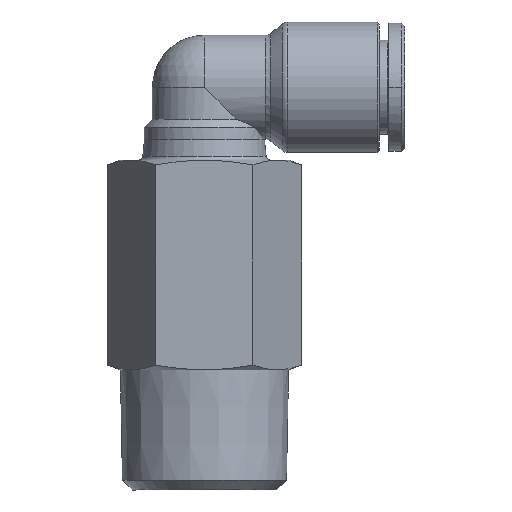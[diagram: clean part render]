
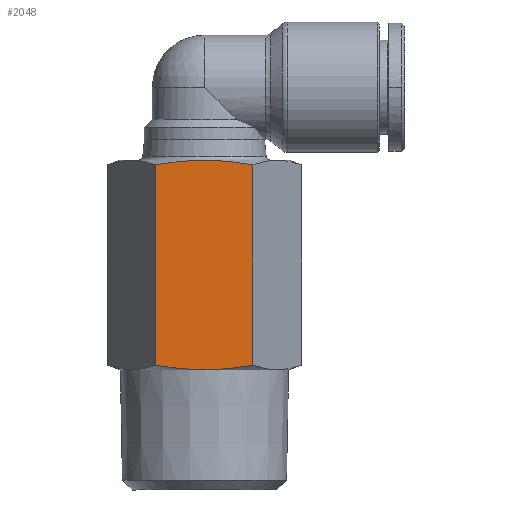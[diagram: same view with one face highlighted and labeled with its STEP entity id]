
A CAD part, front view. The second image highlights one B-rep face of the part: STEP entity #2048.
In plain terms, the highlighted planar face has unit normal (0, -1, 0).
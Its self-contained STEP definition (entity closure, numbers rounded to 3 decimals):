
#923=CARTESIAN_POINT('',(-9.233,-10.5,-35.3));
#924=VERTEX_POINT('',#923);
#1461=CARTESIAN_POINT('',(-9.233,-10.5,-9.1));
#1462=VERTEX_POINT('',#1461);
#1548=CARTESIAN_POINT('',(-15.295,-10.5,-34.709));
#1549=VERTEX_POINT('',#1548);
#1550=CARTESIAN_POINT('',(-15.295,-10.5,-34.709));
#1551=CARTESIAN_POINT('',(-12.047,-10.5,-35.3));
#1552=CARTESIAN_POINT('',(-9.233,-10.5,-35.3));
#1560=(BOUNDED_CURVE()B_SPLINE_CURVE(2,(#1550,#1551,#1552),.UNSPECIFIED.,.F.,.U.)B_SPLINE_CURVE_WITH_KNOTS((3,3),(3.5,10.079),.UNSPECIFIED.)CURVE()GEOMETRIC_REPRESENTATION_ITEM()RATIONAL_B_SPLINE_CURVE((1.041,1.059,1.0))REPRESENTATION_ITEM(''));
#1561=EDGE_CURVE('',#1549,#924,#1560,.T.);
#1585=CARTESIAN_POINT('',(-3.171,-10.5,-34.709));
#1586=VERTEX_POINT('',#1585);
#1600=CARTESIAN_POINT('',(-9.233,-10.5,-35.3));
#1601=CARTESIAN_POINT('',(-6.42,-10.5,-35.3));
#1602=CARTESIAN_POINT('',(-3.171,-10.5,-34.709));
#1610=(BOUNDED_CURVE()B_SPLINE_CURVE(2,(#1600,#1601,#1602),.UNSPECIFIED.,.F.,.U.)B_SPLINE_CURVE_WITH_KNOTS((3,3),(10.079,16.657),.UNSPECIFIED.)CURVE()GEOMETRIC_REPRESENTATION_ITEM()RATIONAL_B_SPLINE_CURVE((1.0,1.059,1.041))REPRESENTATION_ITEM(''));
#1611=EDGE_CURVE('',#924,#1586,#1610,.T.);
#1754=CARTESIAN_POINT('',(-3.171,-10.5,-9.691));
#1755=VERTEX_POINT('',#1754);
#1769=CARTESIAN_POINT('',(-3.171,-10.5,-34.709));
#1770=DIRECTION('',(0.0,0.0,1.0));
#1771=VECTOR('',#1770,25.018);
#1772=LINE('',#1769,#1771);
#1773=EDGE_CURVE('',#1586,#1755,#1772,.T.);
#1919=CARTESIAN_POINT('',(-15.295,-10.5,-9.691));
#1920=VERTEX_POINT('',#1919);
#1934=CARTESIAN_POINT('',(-9.233,-10.5,-9.1));
#1935=CARTESIAN_POINT('',(-12.047,-10.5,-9.1));
#1936=CARTESIAN_POINT('',(-15.295,-10.5,-9.691));
#1944=(BOUNDED_CURVE()B_SPLINE_CURVE(2,(#1934,#1935,#1936),.UNSPECIFIED.,.F.,.U.)B_SPLINE_CURVE_WITH_KNOTS((3,3),(8.569,14.957),.UNSPECIFIED.)CURVE()GEOMETRIC_REPRESENTATION_ITEM()RATIONAL_B_SPLINE_CURVE((1.0,1.051,1.026))REPRESENTATION_ITEM(''));
#1945=EDGE_CURVE('',#1462,#1920,#1944,.T.);
#2014=CARTESIAN_POINT('',(-3.171,-10.5,-9.691));
#2015=CARTESIAN_POINT('',(-6.42,-10.5,-9.1));
#2016=CARTESIAN_POINT('',(-9.233,-10.5,-9.1));
#2024=(BOUNDED_CURVE()B_SPLINE_CURVE(2,(#2014,#2015,#2016),.UNSPECIFIED.,.F.,.U.)B_SPLINE_CURVE_WITH_KNOTS((3,3),(2.182,8.569),.UNSPECIFIED.)CURVE()GEOMETRIC_REPRESENTATION_ITEM()RATIONAL_B_SPLINE_CURVE((1.026,1.051,1.0))REPRESENTATION_ITEM(''));
#2025=EDGE_CURVE('',#1755,#1462,#2024,.T.);
#2030=CARTESIAN_POINT('',(-3.171,-10.5,-35.3));
#2031=DIRECTION('',(0.0,-1.0,0.0));
#2032=DIRECTION('',(-1.0,0.0,0.0));
#2033=AXIS2_PLACEMENT_3D('',#2030,#2031,#2032);
#2034=PLANE('',#2033);
#2035=ORIENTED_EDGE('',*,*,#1611,.T.);
#2036=ORIENTED_EDGE('',*,*,#1773,.T.);
#2037=ORIENTED_EDGE('',*,*,#2025,.T.);
#2038=ORIENTED_EDGE('',*,*,#1945,.T.);
#2039=CARTESIAN_POINT('',(-15.295,-10.5,-34.709));
#2040=DIRECTION('',(0.0,0.0,1.0));
#2041=VECTOR('',#2040,25.018);
#2042=LINE('',#2039,#2041);
#2043=EDGE_CURVE('',#1549,#1920,#2042,.T.);
#2044=ORIENTED_EDGE('',*,*,#2043,.F.);
#2045=ORIENTED_EDGE('',*,*,#1561,.T.);
#2046=EDGE_LOOP('',(#2035,#2036,#2037,#2038,#2044,#2045));
#2047=FACE_OUTER_BOUND('',#2046,.T.);
#2048=ADVANCED_FACE('',(#2047),#2034,.T.);
